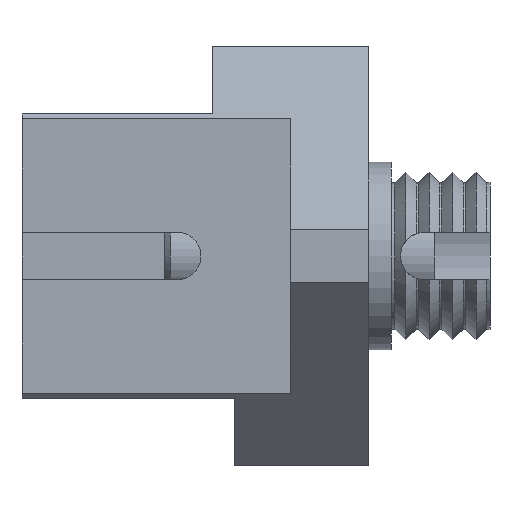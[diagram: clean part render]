
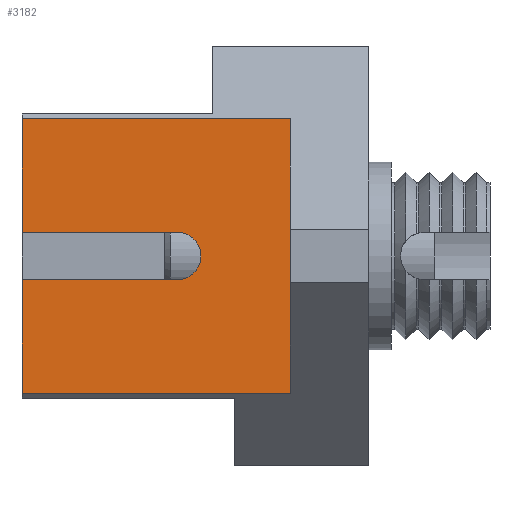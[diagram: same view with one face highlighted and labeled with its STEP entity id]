
A CAD part, left-side view. The second image highlights one B-rep face of the part: STEP entity #3182.
In plain terms, the highlighted planar face has unit normal (-1, 0, 0).
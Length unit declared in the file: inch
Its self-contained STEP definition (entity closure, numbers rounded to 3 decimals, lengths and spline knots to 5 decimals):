
#21 = VERTEX_POINT ( 'NONE', #4584 ) ;
#113 = LINE ( 'NONE', #4420, #4064 ) ;
#129 = EDGE_CURVE ( 'NONE', #4875, #3054, #4808, .T. ) ;
#221 = ORIENTED_EDGE ( 'NONE', *, *, #325, .T. ) ;
#325 = EDGE_CURVE ( 'NONE', #4593, #2446, #2510, .T. ) ;
#544 = LINE ( 'NONE', #584, #3655 ) ;
#584 = CARTESIAN_POINT ( 'NONE',  ( -0.1775, 0.55, 0.254 ) ) ;
#859 = ORIENTED_EDGE ( 'NONE', *, *, #1268, .F. ) ;
#983 = EDGE_CURVE ( 'NONE', #3918, #4875, #544, .T. ) ;
#1004 = LINE ( 'NONE', #4270, #3381 ) ;
#1078 = CARTESIAN_POINT ( 'NONE',  ( -0.1775, 0.07, 0.24535 ) ) ;
#1095 = DIRECTION ( 'NONE',  ( 1., 0., 0. ) ) ;
#1170 = DIRECTION ( 'NONE',  ( 0., 1., 0. ) ) ;
#1186 = CARTESIAN_POINT ( 'NONE',  ( -0.1775, 0.05777, -0.24535 ) ) ;
#1251 = CARTESIAN_POINT ( 'NONE',  ( -0.1775, 0.2725, -0.0425 ) ) ;
#1268 = EDGE_CURVE ( 'NONE', #21, #2446, #113, .T. ) ;
#1623 = CARTESIAN_POINT ( 'NONE',  ( -0.1775, 0.2725, 0. ) ) ;
#1921 = ORIENTED_EDGE ( 'NONE', *, *, #4234, .T. ) ;
#2130 = DIRECTION ( 'NONE',  ( 0., 1., 0. ) ) ;
#2274 = ORIENTED_EDGE ( 'NONE', *, *, #3456, .F. ) ;
#2336 = DIRECTION ( 'NONE',  ( 0., 0., 1. ) ) ;
#2340 = DIRECTION ( 'NONE',  ( 0., 0., 1. ) ) ;
#2360 = FACE_OUTER_BOUND ( 'NONE', #3985, .T. ) ;
#2396 = CARTESIAN_POINT ( 'NONE',  ( -0.1775, 0.07, 0.254 ) ) ;
#2411 = VECTOR ( 'NONE', #2782, 39.37008 ) ;
#2446 = VERTEX_POINT ( 'NONE', #4642 ) ;
#2451 = VECTOR ( 'NONE', #2130, 39.37008 ) ;
#2510 = LINE ( 'NONE', #4470, #2451 ) ;
#2576 = CARTESIAN_POINT ( 'NONE',  ( -0.1775, 0.55, -0.0425 ) ) ;
#2641 = VERTEX_POINT ( 'NONE', #4979 ) ;
#2782 = DIRECTION ( 'NONE',  ( 0., -1., 0. ) ) ;
#2965 = CARTESIAN_POINT ( 'NONE',  ( -0.1775, 0.07, -0.24535 ) ) ;
#3054 = VERTEX_POINT ( 'NONE', #1251 ) ;
#3075 = CIRCLE ( 'NONE', #4052, 0.0425 ) ;
#3089 = ORIENTED_EDGE ( 'NONE', *, *, #983, .F. ) ;
#3104 = CARTESIAN_POINT ( 'NONE',  ( -0.1775, 0.55, -0.0425 ) ) ;
#3133 = DIRECTION ( 'NONE',  ( -1., 0., 0. ) ) ;
#3182 = ADVANCED_FACE ( 'NONE', ( #2360 ), #3753, .F. ) ;
#3224 = DIRECTION ( 'NONE',  ( 0., 0., 1. ) ) ;
#3302 = ORIENTED_EDGE ( 'NONE', *, *, #3342, .F. ) ;
#3324 = VECTOR ( 'NONE', #1170, 39.37008 ) ;
#3342 = EDGE_CURVE ( 'NONE', #4615, #3918, #4685, .T. ) ;
#3381 = VECTOR ( 'NONE', #3877, 39.37008 ) ;
#3456 = EDGE_CURVE ( 'NONE', #3054, #2641, #3075, .T. ) ;
#3489 = DIRECTION ( 'NONE',  ( 0., 0., 1. ) ) ;
#3638 = AXIS2_PLACEMENT_3D ( 'NONE', #4123, #1095, #4139 ) ;
#3655 = VECTOR ( 'NONE', #3489, 39.37008 ) ;
#3753 = PLANE ( 'NONE',  #3638 ) ;
#3877 = DIRECTION ( 'NONE',  ( 0., 1., 0. ) ) ;
#3918 = VERTEX_POINT ( 'NONE', #5029 ) ;
#3985 = EDGE_LOOP ( 'NONE', ( #1921, #221, #859, #4532, #2274, #4116, #3089, #3302 ) ) ;
#4052 = AXIS2_PLACEMENT_3D ( 'NONE', #1623, #3133, #2336 ) ;
#4064 = VECTOR ( 'NONE', #3224, 39.37008 ) ;
#4116 = ORIENTED_EDGE ( 'NONE', *, *, #129, .F. ) ;
#4123 = CARTESIAN_POINT ( 'NONE',  ( -0.1775, 0.55, 0.254 ) ) ;
#4139 = DIRECTION ( 'NONE',  ( 0., 0., -1. ) ) ;
#4191 = EDGE_CURVE ( 'NONE', #2641, #21, #1004, .T. ) ;
#4234 = EDGE_CURVE ( 'NONE', #4615, #4593, #4612, .T. ) ;
#4270 = CARTESIAN_POINT ( 'NONE',  ( -0.1775, 0.55, 0.0425 ) ) ;
#4420 = CARTESIAN_POINT ( 'NONE',  ( -0.1775, 0.55, 0.254 ) ) ;
#4470 = CARTESIAN_POINT ( 'NONE',  ( -0.1775, 0.05777, 0.24535 ) ) ;
#4476 = VECTOR ( 'NONE', #2340, 39.37008 ) ;
#4532 = ORIENTED_EDGE ( 'NONE', *, *, #4191, .F. ) ;
#4584 = CARTESIAN_POINT ( 'NONE',  ( -0.1775, 0.55, 0.0425 ) ) ;
#4593 = VERTEX_POINT ( 'NONE', #1078 ) ;
#4612 = LINE ( 'NONE', #2396, #4476 ) ;
#4615 = VERTEX_POINT ( 'NONE', #2965 ) ;
#4642 = CARTESIAN_POINT ( 'NONE',  ( -0.1775, 0.55, 0.24535 ) ) ;
#4685 = LINE ( 'NONE', #1186, #3324 ) ;
#4808 = LINE ( 'NONE', #3104, #2411 ) ;
#4875 = VERTEX_POINT ( 'NONE', #2576 ) ;
#4979 = CARTESIAN_POINT ( 'NONE',  ( -0.1775, 0.2725, 0.0425 ) ) ;
#5029 = CARTESIAN_POINT ( 'NONE',  ( -0.1775, 0.55, -0.24535 ) ) ;
